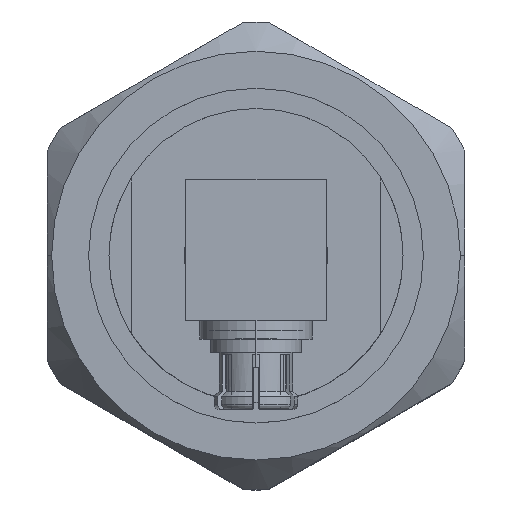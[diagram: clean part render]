
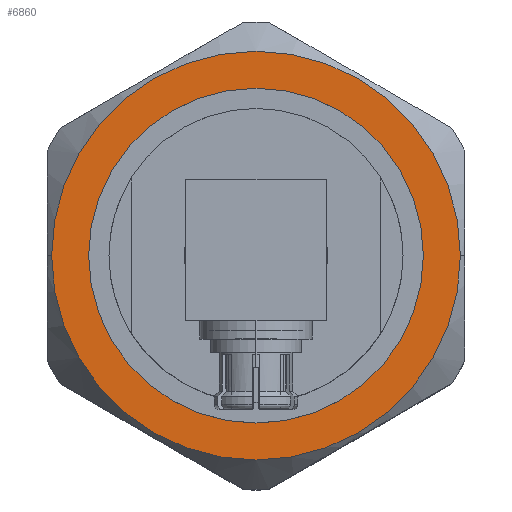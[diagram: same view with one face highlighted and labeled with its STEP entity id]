
A CAD part, top view. The second image highlights one B-rep face of the part: STEP entity #6860.
In plain terms, the highlighted face is planar.
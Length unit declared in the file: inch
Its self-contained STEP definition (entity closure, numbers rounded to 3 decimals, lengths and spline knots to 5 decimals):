
#5 = CARTESIAN_POINT ( 'NONE',  ( 0.34608, 0., 0. ) ) ;
#16 = EDGE_LOOP ( 'NONE', ( #8452, #1221 ) ) ;
#52 = AXIS2_PLACEMENT_3D ( 'NONE', #9385, #2520, #7782 ) ;
#270 = CIRCLE ( 'NONE', #2818, 0.15293 ) ;
#318 = VERTEX_POINT ( 'NONE', #3486 ) ;
#564 = AXIS2_PLACEMENT_3D ( 'NONE', #5032, #1239, #4268 ) ;
#714 = VERTEX_POINT ( 'NONE', #723 ) ;
#723 = CARTESIAN_POINT ( 'NONE',  ( 0.34608, 0., 0.15293 ) ) ;
#860 = DIRECTION ( 'NONE',  ( 1., 0., 0. ) ) ;
#1221 = ORIENTED_EDGE ( 'NONE', *, *, #3013, .T. ) ;
#1239 = DIRECTION ( 'NONE',  ( -1., 0., 0. ) ) ;
#1523 = DIRECTION ( 'NONE',  ( 0., 0., -1. ) ) ;
#1976 = ORIENTED_EDGE ( 'NONE', *, *, #7367, .T. ) ;
#1993 = PLANE ( 'NONE',  #564 ) ;
#2138 = ORIENTED_EDGE ( 'NONE', *, *, #5073, .T. ) ;
#2294 = CIRCLE ( 'NONE', #5484, 0.12524 ) ;
#2520 = DIRECTION ( 'NONE',  ( -1., 0., 0. ) ) ;
#2630 = DIRECTION ( 'NONE',  ( 0., 0., 1. ) ) ;
#2818 = AXIS2_PLACEMENT_3D ( 'NONE', #8920, #6676, #1523 ) ;
#3013 = EDGE_CURVE ( 'NONE', #5074, #5331, #2294, .T. ) ;
#3108 = DIRECTION ( 'NONE',  ( 0., 0., -1. ) ) ;
#3341 = EDGE_CURVE ( 'NONE', #5331, #5074, #9172, .T. ) ;
#3375 = CARTESIAN_POINT ( 'NONE',  ( 0.34608, 0., 0. ) ) ;
#3486 = CARTESIAN_POINT ( 'NONE',  ( 0.34608, 0., -0.15293 ) ) ;
#4268 = DIRECTION ( 'NONE',  ( 0., 0., 1. ) ) ;
#5032 = CARTESIAN_POINT ( 'NONE',  ( 0.34608, 0.1749, 0. ) ) ;
#5073 = EDGE_CURVE ( 'NONE', #318, #714, #7581, .T. ) ;
#5074 = VERTEX_POINT ( 'NONE', #9124 ) ;
#5290 = EDGE_LOOP ( 'NONE', ( #2138, #1976 ) ) ;
#5331 = VERTEX_POINT ( 'NONE', #9112 ) ;
#5484 = AXIS2_PLACEMENT_3D ( 'NONE', #3375, #6439, #2630 ) ;
#5489 = AXIS2_PLACEMENT_3D ( 'NONE', #5, #860, #3108 ) ;
#5775 = FACE_OUTER_BOUND ( 'NONE', #5290, .T. ) ;
#5827 = FACE_BOUND ( 'NONE', #16, .T. ) ;
#6439 = DIRECTION ( 'NONE',  ( -1., 0., 0. ) ) ;
#6676 = DIRECTION ( 'NONE',  ( 1., 0., 0. ) ) ;
#6860 = ADVANCED_FACE ( 'NONE', ( #5827, #5775 ), #1993, .F. ) ;
#7367 = EDGE_CURVE ( 'NONE', #714, #318, #270, .T. ) ;
#7581 = CIRCLE ( 'NONE', #5489, 0.15293 ) ;
#7782 = DIRECTION ( 'NONE',  ( 0., 0., 1. ) ) ;
#8452 = ORIENTED_EDGE ( 'NONE', *, *, #3341, .T. ) ;
#8920 = CARTESIAN_POINT ( 'NONE',  ( 0.34608, 0., 0. ) ) ;
#9112 = CARTESIAN_POINT ( 'NONE',  ( 0.34608, 0., 0.12524 ) ) ;
#9124 = CARTESIAN_POINT ( 'NONE',  ( 0.34608, 0., -0.12524 ) ) ;
#9172 = CIRCLE ( 'NONE', #52, 0.12524 ) ;
#9385 = CARTESIAN_POINT ( 'NONE',  ( 0.34608, 0., 0. ) ) ;
